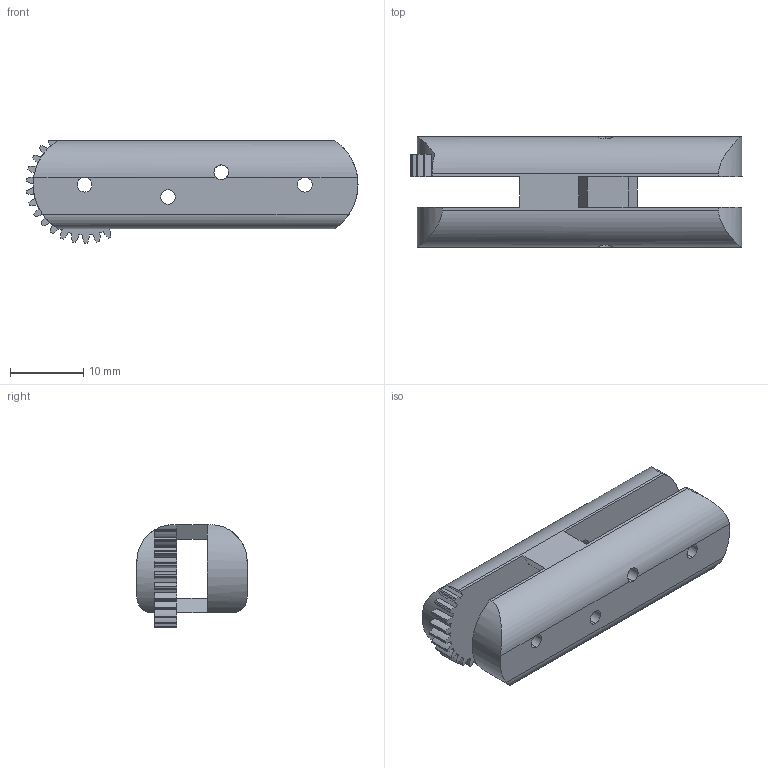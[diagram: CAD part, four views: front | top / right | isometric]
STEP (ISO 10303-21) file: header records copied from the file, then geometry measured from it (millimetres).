
FILE_DESCRIPTION (( 'STEP AP214' ), '1' );
FILE_NAME ('2.STEP', '2025-04-17T19:31:05', ( '' ), ( '' ), 'SwSTEP 2.0', 'SolidWorks 2023', '' );
FILE_SCHEMA (( 'AUTOMOTIVE_DESIGN' ));
Length unit declared in the file: millimetre
Products named in the file (1): 2
Bounding box: 45.24 x 15 x 14 mm (x, y, z)
Volume: 5011.5 mm3; surface area: 3320.9 mm2
Topology: 1 solids, 1 shells, 139 faces, 427 edges, 282 vertices
Faces by surface type: plane 80, cylinder 59
Entity records: 5324 total; most frequent: CARTESIAN_POINT 1629, ORIENTED_EDGE 854, DIRECTION 663, EDGE_CURVE 427, VERTEX_POINT 282, AXIS2_PLACEMENT_3D 224, LINE 215, VECTOR 215
